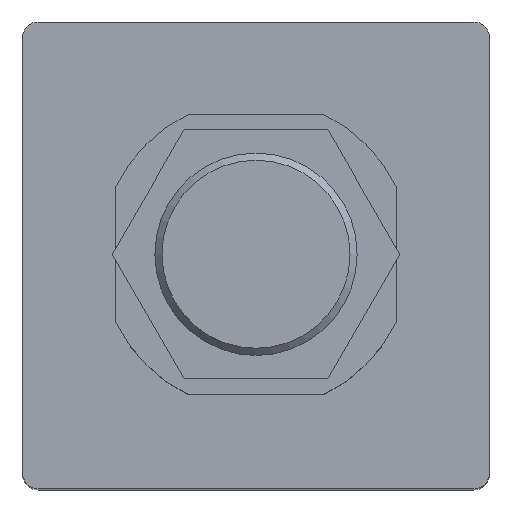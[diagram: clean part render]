
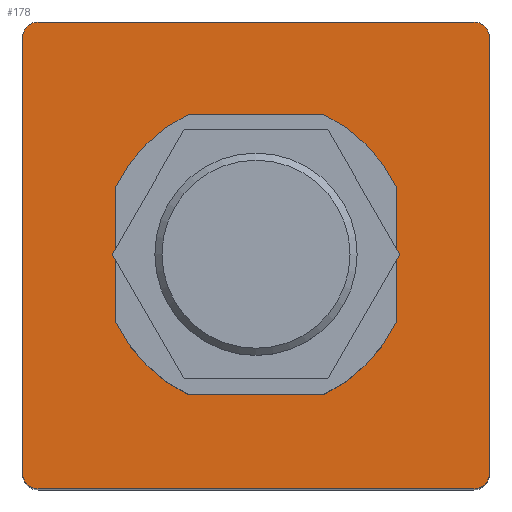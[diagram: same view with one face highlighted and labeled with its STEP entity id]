
A CAD part, top view. The second image highlights one B-rep face of the part: STEP entity #178.
In plain terms, the highlighted face is planar.
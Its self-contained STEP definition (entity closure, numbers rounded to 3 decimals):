
#178 = ADVANCED_FACE( '', ( #270, #271 ), #272, .F. );
#270 = FACE_BOUND( '', #461, .T. );
#271 = FACE_OUTER_BOUND( '', #462, .T. );
#272 = PLANE( '', #463 );
#461 = EDGE_LOOP( '', ( #700 ) );
#462 = EDGE_LOOP( '', ( #701, #702, #703, #704, #705, #706, #707, #708 ) );
#463 = AXIS2_PLACEMENT_3D( '', #709, #710, #711 );
#700 = ORIENTED_EDGE( '', *, *, #1169, .T. );
#701 = ORIENTED_EDGE( '', *, *, #1152, .F. );
#702 = ORIENTED_EDGE( '', *, *, #1167, .F. );
#703 = ORIENTED_EDGE( '', *, *, #1164, .F. );
#704 = ORIENTED_EDGE( '', *, *, #1161, .F. );
#705 = ORIENTED_EDGE( '', *, *, #1145, .F. );
#706 = ORIENTED_EDGE( '', *, *, #1142, .F. );
#707 = ORIENTED_EDGE( '', *, *, #1149, .F. );
#708 = ORIENTED_EDGE( '', *, *, #1155, .F. );
#709 = CARTESIAN_POINT( '', ( -28., 28., -80. ) );
#710 = DIRECTION( '', ( 0., 0., 1. ) );
#711 = DIRECTION( '', ( 1., 0., 0. ) );
#1142 = EDGE_CURVE( '', #1285, #1287, #1288, .T. );
#1145 = EDGE_CURVE( '', #1287, #1292, #1293, .T. );
#1149 = EDGE_CURVE( '', #1297, #1285, #1299, .T. );
#1152 = EDGE_CURVE( '', #1303, #1305, #1306, .T. );
#1155 = EDGE_CURVE( '', #1305, #1297, #1309, .T. );
#1161 = EDGE_CURVE( '', #1292, #1320, #1321, .T. );
#1164 = EDGE_CURVE( '', #1320, #1325, #1326, .T. );
#1167 = EDGE_CURVE( '', #1325, #1303, #1329, .T. );
#1169 = EDGE_CURVE( '', #1332, #1332, #1333, .T. );
#1285 = VERTEX_POINT( '', #1534 );
#1287 = VERTEX_POINT( '', #1537 );
#1288 = LINE( '', #1538, #1539 );
#1292 = VERTEX_POINT( '', #1544 );
#1293 = CIRCLE( '', #1545, 2. );
#1297 = VERTEX_POINT( '', #1550 );
#1299 = CIRCLE( '', #1553, 2. );
#1303 = VERTEX_POINT( '', #1557 );
#1305 = VERTEX_POINT( '', #1560 );
#1306 = CIRCLE( '', #1561, 2. );
#1309 = LINE( '', #1566, #1567 );
#1320 = VERTEX_POINT( '', #1579 );
#1321 = LINE( '', #1580, #1581 );
#1325 = VERTEX_POINT( '', #1586 );
#1326 = CIRCLE( '', #1587, 2. );
#1329 = LINE( '', #1592, #1593 );
#1332 = VERTEX_POINT( '', #1596 );
#1333 = CIRCLE( '', #1597, 17.5 );
#1534 = CARTESIAN_POINT( '', ( -28., -30., -80. ) );
#1537 = CARTESIAN_POINT( '', ( 28., -30., -80. ) );
#1538 = CARTESIAN_POINT( '', ( -28., -30., -80. ) );
#1539 = VECTOR( '', #1864, 1000. );
#1544 = CARTESIAN_POINT( '', ( 30., -28., -80. ) );
#1545 = AXIS2_PLACEMENT_3D( '', #1869, #1870, #1871 );
#1550 = CARTESIAN_POINT( '', ( -30., -28., -80. ) );
#1553 = AXIS2_PLACEMENT_3D( '', #1877, #1878, #1879 );
#1557 = CARTESIAN_POINT( '', ( -28., 30., -80. ) );
#1560 = CARTESIAN_POINT( '', ( -30., 28., -80. ) );
#1561 = AXIS2_PLACEMENT_3D( '', #1884, #1885, #1886 );
#1566 = CARTESIAN_POINT( '', ( -30., 28., -80. ) );
#1567 = VECTOR( '', #1889, 1000. );
#1579 = CARTESIAN_POINT( '', ( 30., 28., -80. ) );
#1580 = CARTESIAN_POINT( '', ( 30., -28., -80. ) );
#1581 = VECTOR( '', #1903, 1000. );
#1586 = CARTESIAN_POINT( '', ( 28., 30., -80. ) );
#1587 = AXIS2_PLACEMENT_3D( '', #1908, #1909, #1910 );
#1592 = CARTESIAN_POINT( '', ( 28., 30., -80. ) );
#1593 = VECTOR( '', #1913, 1000. );
#1596 = CARTESIAN_POINT( '', ( 17.5, 0., -80. ) );
#1597 = AXIS2_PLACEMENT_3D( '', #1917, #1918, #1919 );
#1864 = DIRECTION( '', ( 1., 0., 0. ) );
#1869 = CARTESIAN_POINT( '', ( 28., -28., -80. ) );
#1870 = DIRECTION( '', ( 0., 0., 1. ) );
#1871 = DIRECTION( '', ( 1., 0., 0. ) );
#1877 = CARTESIAN_POINT( '', ( -28., -28., -80. ) );
#1878 = DIRECTION( '', ( 0., 0., 1. ) );
#1879 = DIRECTION( '', ( 1., 0., 0. ) );
#1884 = CARTESIAN_POINT( '', ( -28., 28., -80. ) );
#1885 = DIRECTION( '', ( 0., 0., 1. ) );
#1886 = DIRECTION( '', ( 1., 0., 0. ) );
#1889 = DIRECTION( '', ( 0., -1., 0. ) );
#1903 = DIRECTION( '', ( 0., 1., 0. ) );
#1908 = CARTESIAN_POINT( '', ( 28., 28., -80. ) );
#1909 = DIRECTION( '', ( 0., 0., 1. ) );
#1910 = DIRECTION( '', ( 1., 0., 0. ) );
#1913 = DIRECTION( '', ( -1., 0., 0. ) );
#1917 = CARTESIAN_POINT( '', ( 0., 0., -80. ) );
#1918 = DIRECTION( '', ( 0., 0., 1. ) );
#1919 = DIRECTION( '', ( 1., 0., 0. ) );
